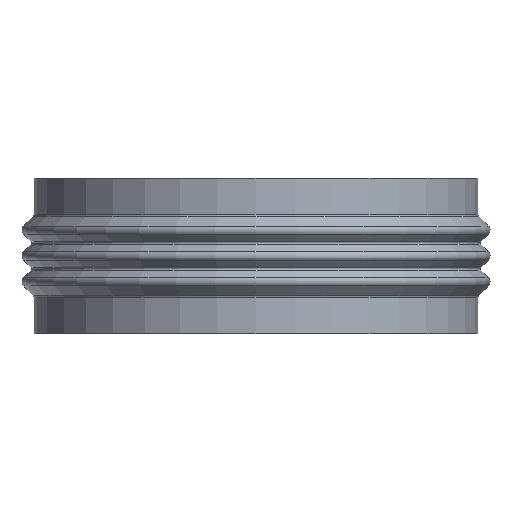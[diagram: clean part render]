
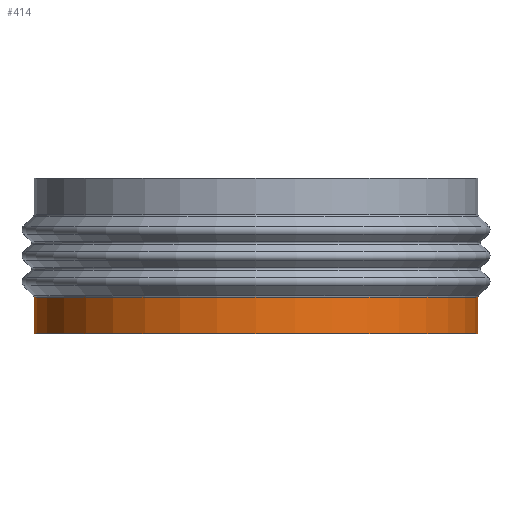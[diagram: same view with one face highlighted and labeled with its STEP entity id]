
A CAD part, front view. The second image highlights one B-rep face of the part: STEP entity #414.
In plain terms, the highlighted cylindrical face has radius 229 mm (diameter 458 mm), a full revolution.
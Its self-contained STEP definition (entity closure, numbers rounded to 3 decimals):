
#7 = DIRECTION ( 'NONE',  ( 0., -1., 0. ) ) ;
#11 = CARTESIAN_POINT ( 'NONE',  ( 0., -229., 37.515 ) ) ;
#51 = DIRECTION ( 'NONE',  ( 0., -1., 0. ) ) ;
#68 = EDGE_CURVE ( 'NONE', #684, #684, #127, .T. ) ;
#76 = AXIS2_PLACEMENT_3D ( 'NONE', #157, #530, #539 ) ;
#127 = CIRCLE ( 'NONE', #298, 229. ) ;
#157 = CARTESIAN_POINT ( 'NONE',  ( 0., 0., 0. ) ) ;
#216 = CYLINDRICAL_SURFACE ( 'NONE', #76, 229. ) ;
#237 = ORIENTED_EDGE ( 'NONE', *, *, #68, .T. ) ;
#298 = AXIS2_PLACEMENT_3D ( 'NONE', #674, #441, #7 ) ;
#334 = DIRECTION ( 'NONE',  ( 0., 0., 1. ) ) ;
#350 = AXIS2_PLACEMENT_3D ( 'NONE', #432, #334, #51 ) ;
#357 = ORIENTED_EDGE ( 'NONE', *, *, #665, .F. ) ;
#414 = ADVANCED_FACE ( 'NONE', ( #609, #525 ), #216, .T. ) ;
#432 = CARTESIAN_POINT ( 'NONE',  ( 0., 0., 37.515 ) ) ;
#441 = DIRECTION ( 'NONE',  ( 0., 0., 1. ) ) ;
#525 = FACE_OUTER_BOUND ( 'NONE', #662, .T. ) ;
#530 = DIRECTION ( 'NONE',  ( 0., 0., 1. ) ) ;
#538 = CIRCLE ( 'NONE', #350, 229. ) ;
#539 = DIRECTION ( 'NONE',  ( 0., -1., 0. ) ) ;
#558 = CARTESIAN_POINT ( 'NONE',  ( 0., -229., 0. ) ) ;
#559 = VERTEX_POINT ( 'NONE', #11 ) ;
#563 = EDGE_LOOP ( 'NONE', ( #357 ) ) ;
#609 = FACE_OUTER_BOUND ( 'NONE', #563, .T. ) ;
#662 = EDGE_LOOP ( 'NONE', ( #237 ) ) ;
#665 = EDGE_CURVE ( 'NONE', #559, #559, #538, .T. ) ;
#674 = CARTESIAN_POINT ( 'NONE',  ( 0., 0., 0. ) ) ;
#684 = VERTEX_POINT ( 'NONE', #558 ) ;
